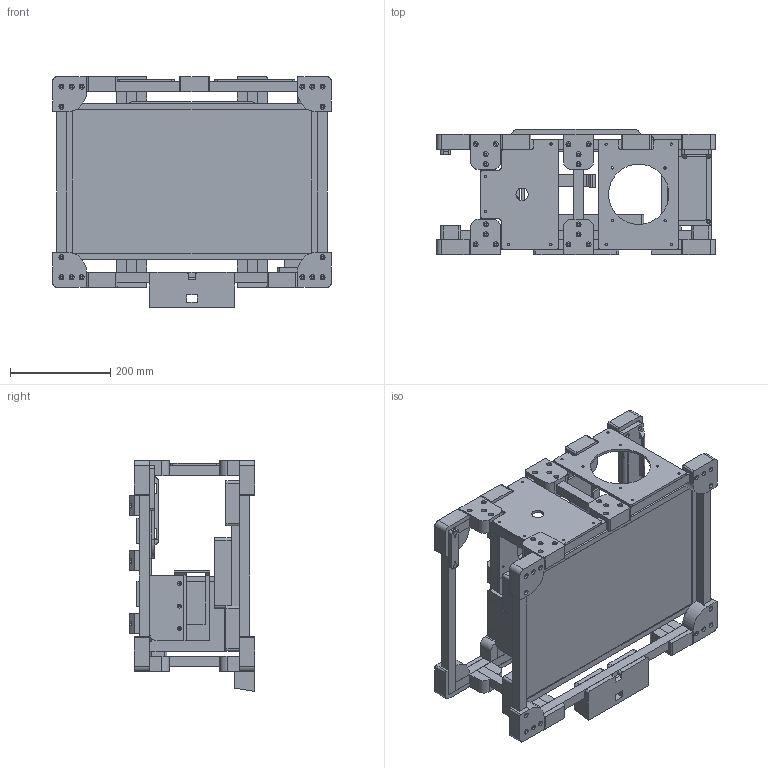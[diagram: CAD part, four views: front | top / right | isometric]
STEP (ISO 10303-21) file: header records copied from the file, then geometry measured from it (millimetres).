
FILE_DESCRIPTION(/* description */ (''),/* implementation_level */ '2;1');
FILE_NAME(/* name */ '7e2e849d-3097-47fd-bb26-3ed20c83eb6e.stp',/* time_stamp */ '2020-11-19T17:44:40+00:00',/* author */ (''),/* organization */ (''),/* preprocessor_version */ 'ST-DEVELOPER v18.1',/* originating_system */ 'Autodesk Translation Framework v9.3.0.1241',/* authorisation */ '');
FILE_SCHEMA (('AUTOMOTIVE_DESIGN { 1 0 10303 214 3 1 1 }'));
Length unit declared in the file: millimetre
Products named in the file (2): PC_frame; frame
Assembly tree (1 placements, depth 2):
  PC_frame
    frame
Bounding box: 556 x 250 x 460 mm (x, y, z)
Volume: 11446512.4 mm3; surface area: 1878955.1 mm2
Topology: 56 solids, 56 shells, 1219 faces, 3005 edges, 1998 vertices
Faces by surface type: plane 764, cylinder 454, torus 1
Full cylindrical faces by diameter (mm): 2.8 x8, 4 x18, 4.5 x131, 8 x7, 9.5 x3, 10 x96, 24.5 x1, 120 x1
Entity records: 36782 total; most frequent: DIRECTION 6384, CARTESIAN_POINT 6233, ORIENTED_EDGE 6004, EDGE_CURVE 3002, AXIS2_PLACEMENT_3D 2165, LINE 2054, VECTOR 2054, VERTEX_POINT 1996
